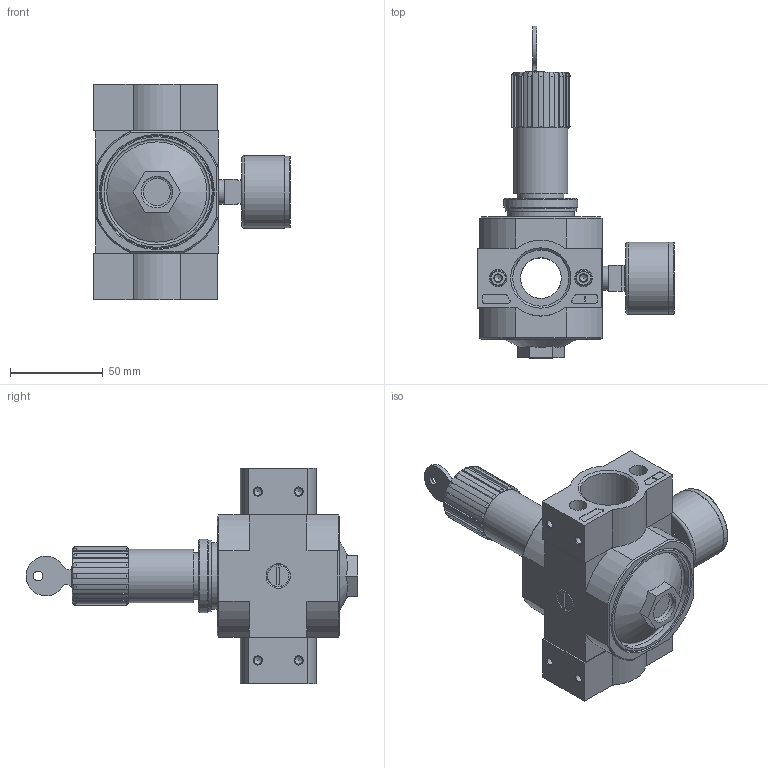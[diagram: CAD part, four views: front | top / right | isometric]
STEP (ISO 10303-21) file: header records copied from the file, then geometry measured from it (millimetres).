
FILE_DESCRIPTION(/* description */ ('STEP AP214'),/* implementation_level */ '2;1');
FILE_NAME(/* name */ '194668_LRS-1-D-7-MAXI',/* time_stamp */ '2024-09-05T00:44:49+02:00',/* author */ ('License CC BY-ND 4.0'),/* organization */ ('CADENAS'),/* preprocessor_version */ 'ST-DEVELOPER v19.3',/* originating_system */ 'PARTsolutions',/* authorisation */ ' ');
FILE_SCHEMA (('AUTOMOTIVE_DESIGN {1 0 10303 214 3 1 1}'));
Length unit declared in the file: millimetre
Products named in the file (8): 194668 LRS-1-D-7-MAXI; 646262 LRS-D-7-MAXI; 8003638 PAGN-40-10-G14; 380315 PBL-1-D-MAXI-R---(0) p1; DIN-912 - M5x20(F); 380313 PBL-1-D-MAXI-L---(1) p1; 398011 LRVS-D-MINI; 373846 LR-MIDI
Assembly tree (10 placements, depth 2):
  194668 LRS-1-D-7-MAXI
    646262 LRS-D-7-MAXI
    8003638 PAGN-40-10-G14
    380315 PBL-1-D-MAXI-R---(0) p1
    DIN-912 - M5x20(F)  x4
    380313 PBL-1-D-MAXI-L---(1) p1
    398011 LRVS-D-MINI
    373846 LR-MIDI
Bounding box: 106.1 x 179 x 116 mm (x, y, z)
Volume: 408590.1 mm3; surface area: 79591.8 mm2
Topology: 10 solids, 10 shells, 477 faces, 1115 edges, 698 vertices
Faces by surface type: plane 226, cylinder 121, cone 99, torus 31
Full cylindrical faces by diameter (mm): 4.134 x8, 5 x4, 5.1 x1, 5.8 x1, 6.3 x1, 8.5 x4, 8.7 x1, 9.6 x1, 11 x1, 11.2 x1, 11.445 x2, 13.157 x2, 17 x1, 18.7 x1, 22 x3, 24.9 x1, 26 x1, 29 x1, 30 x2, 30.291 x2, 34.16 x1, 34.376 x1, 36 x1, 38.5 x1, 38.7 x1, 39 x1, 39.8 x1, 57 x1
Entity records: 12705 total; most frequent: CARTESIAN_POINT 2202, DIRECTION 1891, ORIENTED_EDGE 1660, EDGE_CURVE 830, AXIS2_PLACEMENT_3D 751, VERTEX_POINT 606, FACE_BOUND 570, EDGE_LOOP 561
